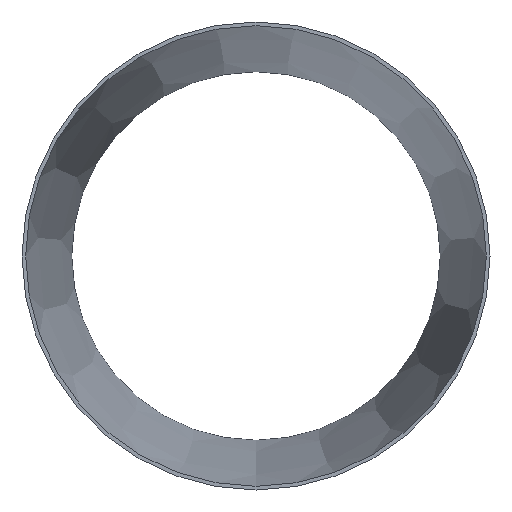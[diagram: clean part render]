
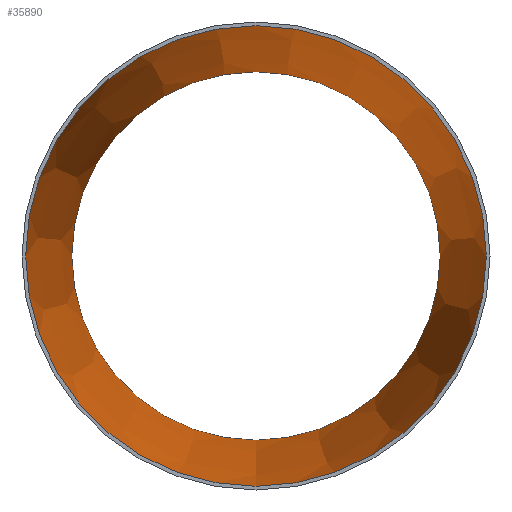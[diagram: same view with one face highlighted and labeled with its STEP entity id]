
A CAD part, front view. The second image highlights one B-rep face of the part: STEP entity #35890.
In plain terms, the highlighted conical face has half-angle 5.621 degrees and reference radius 249.981 mm.
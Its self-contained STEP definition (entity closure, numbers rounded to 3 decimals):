
#1872 = DIRECTION ( 'NONE',  ( 0., 0., -1. ) ) ;
#3045 = CARTESIAN_POINT ( 'NONE',  ( 0., 0., 0. ) ) ;
#5951 = DIRECTION ( 'NONE',  ( 0., -1., 0. ) ) ;
#7773 = EDGE_CURVE ( 'NONE', #32344, #32344, #44384, .T. ) ;
#8921 = CARTESIAN_POINT ( 'NONE',  ( 0., 0., -249.981 ) ) ;
#9845 = FACE_BOUND ( 'NONE', #29578, .T. ) ;
#14780 = VERTEX_POINT ( 'NONE', #28518 ) ;
#18664 = CIRCLE ( 'NONE', #38833, 199.981 ) ;
#19017 = ORIENTED_EDGE ( 'NONE', *, *, #7773, .T. ) ;
#22432 = DIRECTION ( 'NONE',  ( 0., 0., -1. ) ) ;
#23106 = CARTESIAN_POINT ( 'NONE',  ( 0., 0., 0. ) ) ;
#23445 = EDGE_CURVE ( 'NONE', #14780, #14780, #18664, .T. ) ;
#26354 = AXIS2_PLACEMENT_3D ( 'NONE', #23106, #5951, #22432 ) ;
#26520 = DIRECTION ( 'NONE',  ( 0., 0., -1. ) ) ;
#28518 = CARTESIAN_POINT ( 'NONE',  ( 0., 508., -199.981 ) ) ;
#29578 = EDGE_LOOP ( 'NONE', ( #31592 ) ) ;
#30547 = DIRECTION ( 'NONE',  ( 0., -1., 0. ) ) ;
#31592 = ORIENTED_EDGE ( 'NONE', *, *, #23445, .F. ) ;
#32327 = DIRECTION ( 'NONE',  ( 0., -1., 0. ) ) ;
#32344 = VERTEX_POINT ( 'NONE', #8921 ) ;
#32436 = CONICAL_SURFACE ( 'NONE', #43993, 249.981, 0.098 ) ;
#35890 = ADVANCED_FACE ( 'NONE', ( #9845, #43663 ), #32436, .F. ) ;
#37759 = EDGE_LOOP ( 'NONE', ( #19017 ) ) ;
#38833 = AXIS2_PLACEMENT_3D ( 'NONE', #42937, #32327, #1872 ) ;
#42937 = CARTESIAN_POINT ( 'NONE',  ( 0., 508., 0. ) ) ;
#43663 = FACE_OUTER_BOUND ( 'NONE', #37759, .T. ) ;
#43993 = AXIS2_PLACEMENT_3D ( 'NONE', #3045, #30547, #26520 ) ;
#44384 = CIRCLE ( 'NONE', #26354, 249.981 ) ;
